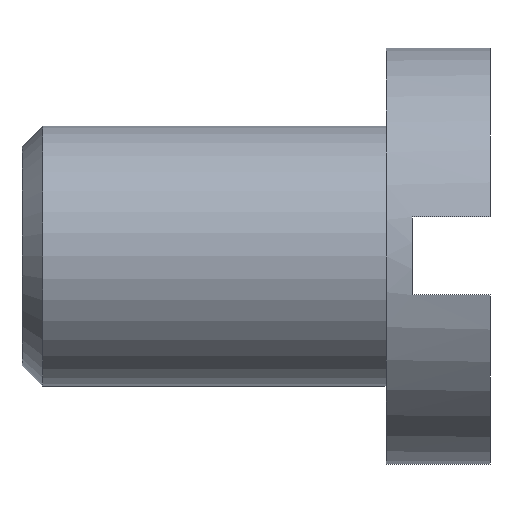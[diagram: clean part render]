
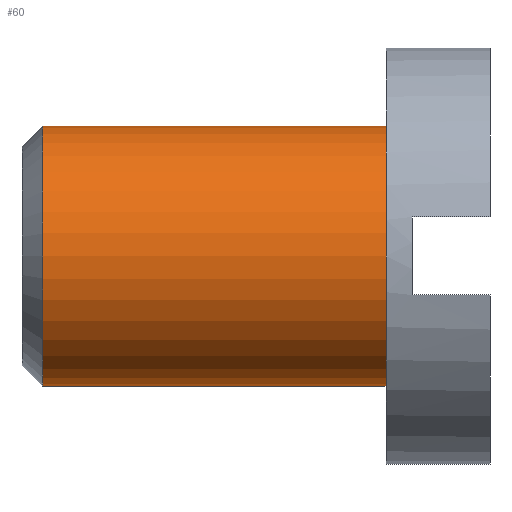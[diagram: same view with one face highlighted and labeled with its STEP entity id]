
A CAD part, left-side view. The second image highlights one B-rep face of the part: STEP entity #60.
In plain terms, the highlighted cylindrical face has radius 2.5 mm (diameter 5 mm), a partial arc.
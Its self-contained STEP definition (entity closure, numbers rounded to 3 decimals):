
#60=ADVANCED_FACE('',(#123),#124,.T.);
#123=FACE_OUTER_BOUND('',#186,.T.);
#124=CYLINDRICAL_SURFACE('',#187,2.5);
#186=EDGE_LOOP('',(#307,#308,#309,#310));
#187=AXIS2_PLACEMENT_3D('',#311,#312,#313);
#307=ORIENTED_EDGE('',*,*,#384,.F.);
#308=ORIENTED_EDGE('',*,*,#428,.T.);
#309=ORIENTED_EDGE('',*,*,#386,.T.);
#310=ORIENTED_EDGE('',*,*,#426,.F.);
#311=CARTESIAN_POINT('',(0.0,0.0,0.0));
#312=DIRECTION('',(0.0,-1.0,-0.0));
#313=DIRECTION('',(0.0,0.0,-1.0));
#384=EDGE_CURVE('',#446,#452,#453,.T.);
#386=EDGE_CURVE('',#448,#454,#456,.T.);
#426=EDGE_CURVE('',#452,#454,#520,.T.);
#428=EDGE_CURVE('',#446,#448,#522,.T.);
#446=VERTEX_POINT('',#540);
#448=VERTEX_POINT('',#543);
#452=VERTEX_POINT('',#548);
#453=LINE('',#549,#550);
#454=VERTEX_POINT('',#551);
#456=LINE('',#553,#554);
#520=CIRCLE('',#634,2.5);
#522=CIRCLE('',#636,2.5);
#540=CARTESIAN_POINT('',(0.,8.6,2.5));
#543=CARTESIAN_POINT('',(0.0,8.6,-2.5));
#548=CARTESIAN_POINT('',(0.,2.0,2.5));
#549=CARTESIAN_POINT('',(0.,0.0,2.5));
#550=VECTOR('',#662,1000.0);
#551=CARTESIAN_POINT('',(0.0,2.0,-2.5));
#553=CARTESIAN_POINT('',(0.0,0.0,-2.5));
#554=VECTOR('',#666,1000.0);
#634=AXIS2_PLACEMENT_3D('',#731,#732,#733);
#636=AXIS2_PLACEMENT_3D('',#734,#735,#736);
#662=DIRECTION('',(-0.0,-1.0,-0.0));
#666=DIRECTION('',(-0.0,-1.0,-0.0));
#731=CARTESIAN_POINT('',(0.0,2.0,0.0));
#732=DIRECTION('',(0.0,-1.0,-0.0));
#733=DIRECTION('',(0.0,0.0,-1.0));
#734=CARTESIAN_POINT('',(0.0,8.6,0.0));
#735=DIRECTION('',(0.0,-1.0,-0.0));
#736=DIRECTION('',(0.0,0.0,-1.0));
